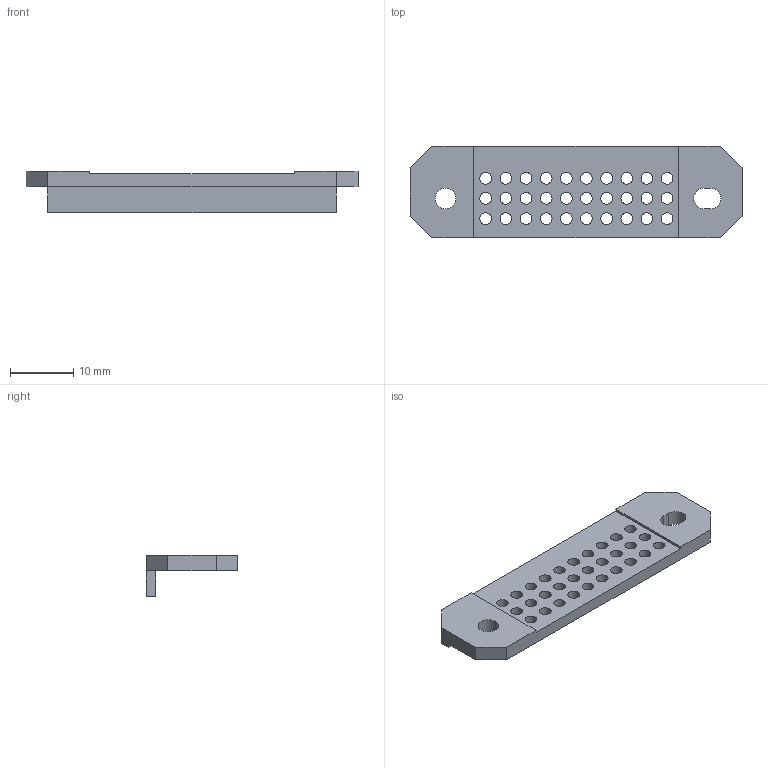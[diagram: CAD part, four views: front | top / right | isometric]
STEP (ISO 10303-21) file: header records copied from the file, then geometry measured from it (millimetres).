
FILE_DESCRIPTION (( 'STEP AP214' ), '1' );
FILE_NAME ('2004921A.stp', '2019-08-15T16:07:25', ( '' ), ( '' ), 'SwSTEP 2.0', 'SolidWorks 2019', '' );
FILE_SCHEMA (( 'AUTOMOTIVE_DESIGN' ));
Length unit declared in the file: inch
Products named in the file (1): 2004921A
Bounding box: 52.32 x 14.48 x 6.48 mm (x, y, z)
Volume: 1665 mm3; surface area: 2346.8 mm2
Topology: 1 solids, 1 shells, 85 faces, 247 edges, 164 vertices
Faces by surface type: cylinder 65, plane 20
Entity records: 3043 total; most frequent: DIRECTION 549, CARTESIAN_POINT 497, ORIENTED_EDGE 494, EDGE_CURVE 247, AXIS2_PLACEMENT_3D 216, VERTEX_POINT 164, EDGE_LOOP 149, CIRCLE 130
